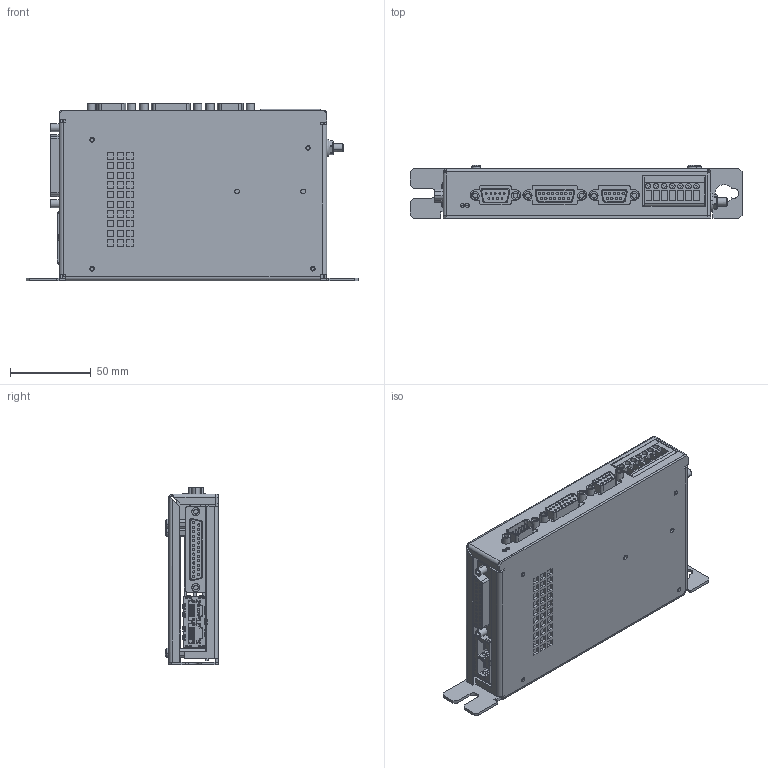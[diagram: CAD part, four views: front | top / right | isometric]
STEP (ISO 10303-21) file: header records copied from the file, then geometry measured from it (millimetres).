
FILE_DESCRIPTION (( 'STEP AP214' ), '1' );
FILE_NAME ('B1100_Vereint.STEP', '2008-03-25T13:28:50', ( 'Rohrer' ), ( 'NTI AG' ), 'SwSTEP 2.0', 'SolidWorks 2003240', '' );
FILE_SCHEMA (( 'AUTOMOTIVE_DESIGN' ));
Products named in the file (1): B1100_Vereint
Bounding box: 206 x 33.34 x 110.28 mm (x, y, z)
Volume: 136456.9 mm3; surface area: 150147 mm2
Topology: 1 solids, 13 shells, 2375 faces, 6164 edges, 4038 vertices
Faces by surface type: plane 1612, cylinder 683, cone 58, torus 18, bspline 4
Entity records: 73054 total; most frequent: CARTESIAN_POINT 13212, ORIENTED_EDGE 12312, DIRECTION 12262, EDGE_CURVE 6156, VECTOR 4606, LINE 4606, VERTEX_POINT 4038, AXIS2_PLACEMENT_3D 3828
